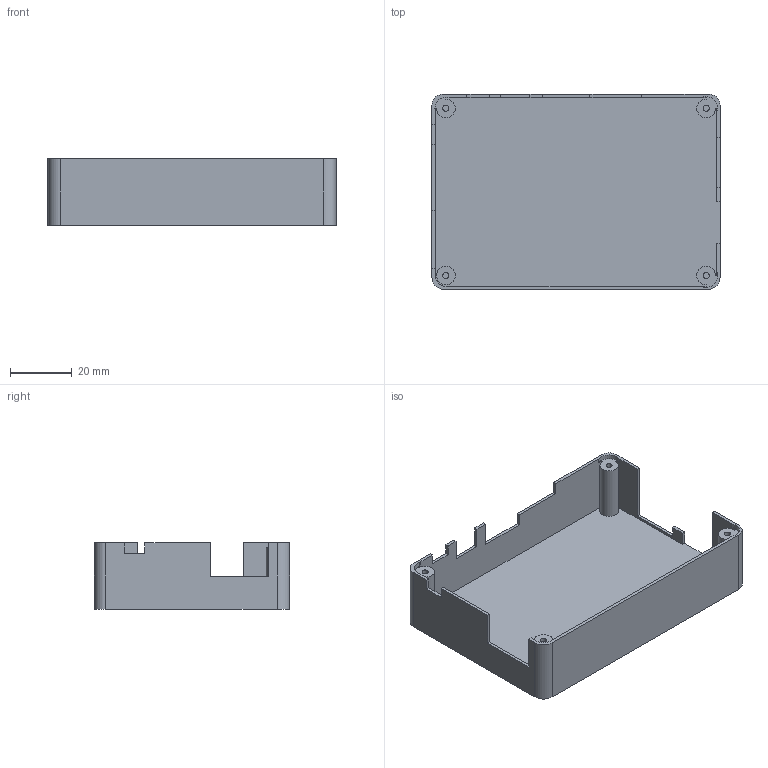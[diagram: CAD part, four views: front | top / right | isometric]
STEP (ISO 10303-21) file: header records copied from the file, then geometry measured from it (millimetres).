
FILE_DESCRIPTION(/* description */ (''),/* implementation_level */ '2;1');
FILE_NAME(/* name */ '-without hub v1.step',/* time_stamp */ '2022-04-26T01:23:26+06:00',/* author */ (''),/* organization */ (''),/* preprocessor_version */ 'ST-DEVELOPER v18.1',/* originating_system */ 'Autodesk Translation Framework v10.14.0.1471',/* authorisation */ '');
FILE_SCHEMA (('AUTOMOTIVE_DESIGN { 1 0 10303 214 3 1 1 }'));
Length unit declared in the file: millimetre
Products named in the file (2): -without hub; Component1
Assembly tree (1 placements, depth 2):
  -without hub
    Component1
Bounding box: 93 x 63 x 21.5 mm (x, y, z)
Volume: 18675.5 mm3; surface area: 22744.3 mm2
Topology: 1 solids, 1 shells, 79 faces, 215 edges, 142 vertices
Faces by surface type: plane 63, cylinder 16
Full cylindrical faces by diameter (mm): 2 x4, 6 x1
Entity records: 2526 total; most frequent: CARTESIAN_POINT 439, ORIENTED_EDGE 430, DIRECTION 415, EDGE_CURVE 215, LINE 179, VECTOR 179, VERTEX_POINT 142, AXIS2_PLACEMENT_3D 118
